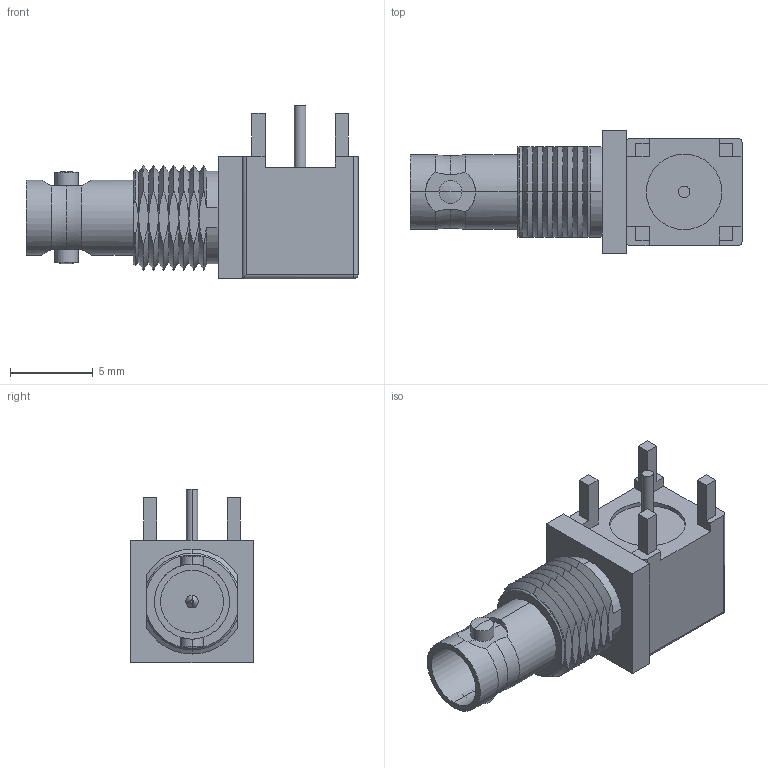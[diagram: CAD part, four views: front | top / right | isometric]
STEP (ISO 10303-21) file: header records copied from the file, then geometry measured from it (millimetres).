
FILE_DESCRIPTION (( 'STEP AP214' ), '1' );
FILE_NAME ('V7C00007.STEP', '2018-10-26T13:42:04', ( '' ), ( '' ), 'SwSTEP 2.0', 'SolidWorks 2017', '' );
FILE_SCHEMA (( 'AUTOMOTIVE_DESIGN' ));
Length unit declared in the file: inch
Products named in the file (1): V7C00007
Bounding box: 20.09 x 7.4 x 10.5 mm (x, y, z)
Volume: 560.2 mm3; surface area: 809.5 mm2
Topology: 2 solids, 2 shells, 139 faces, 337 edges, 208 vertices
Faces by surface type: plane 59, cone 36, cylinder 32, sphere 8, torus 4
Entity records: 4989 total; most frequent: CARTESIAN_POINT 1069, DIRECTION 672, ORIENTED_EDGE 670, EDGE_CURVE 335, AXIS2_PLACEMENT_3D 251, VERTEX_POINT 208, VECTOR 170, LINE 170
